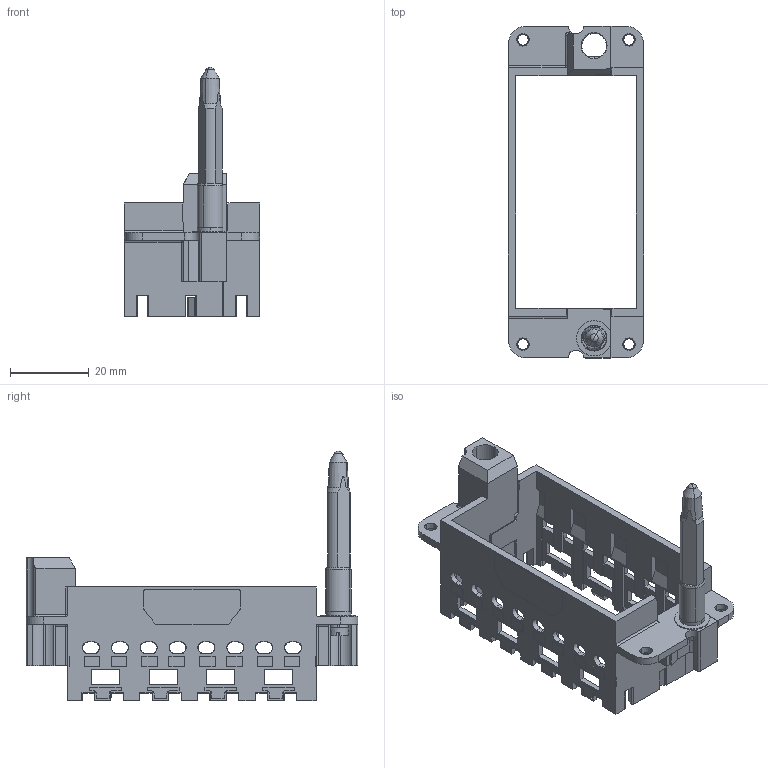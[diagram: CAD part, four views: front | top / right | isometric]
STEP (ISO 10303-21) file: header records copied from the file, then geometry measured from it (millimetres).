
FILE_DESCRIPTION(('CATIA V5 STEP Exchange','CAx-IF Rec.Pracs.--- Model Styling and Organization---1.4--- 2014-01-23'),'2;1');
FILE_NAME ('1229726-5_1', '2020-07-23T07:50:01+00:00', ('none'), ('Weidmueller'), 'CATIA Version 5-6 Release 2016 SP3 HF44', 'CATIA V5 STEP AP214', 'none');
FILE_SCHEMA(('AUTOMOTIVE_DESIGN { 1 0 10303 214 1 1 1 1 }'));
Length unit declared in the file: millimetre
Products named in the file (1): 2737010000
Bounding box: 34.4 x 84.5 x 63.6 mm (x, y, z)
Volume: 12784.9 mm3; surface area: 16322.1 mm2
Topology: 5 solids, 5 shells, 807 faces, 2291 edges, 1491 vertices
Faces by surface type: plane 607, cylinder 121, cone 65, torus 9, sphere 5
Entity records: 24511 total; most frequent: CARTESIAN_POINT 5253, ORIENTED_EDGE 4568, DIRECTION 3017, EDGE_CURVE 2284, VECTOR 1642, LINE 1642, VERTEX_POINT 1491, EDGE_LOOP 871
